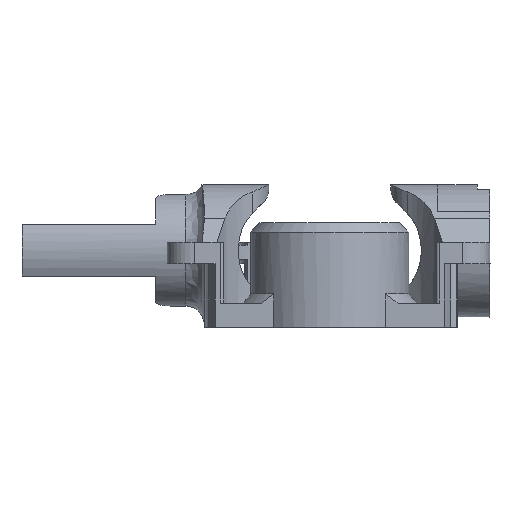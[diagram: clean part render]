
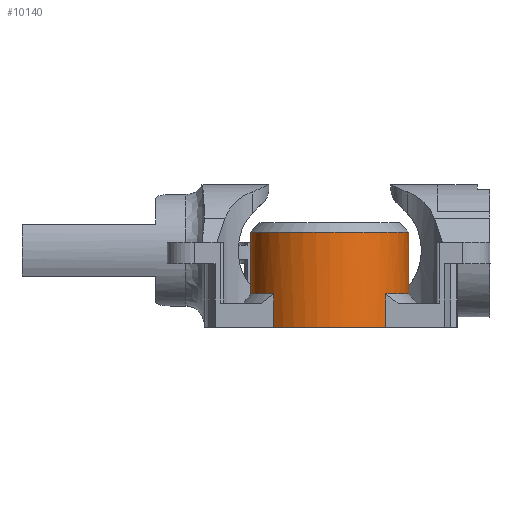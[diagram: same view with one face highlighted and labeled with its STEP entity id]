
A CAD part, left-side view. The second image highlights one B-rep face of the part: STEP entity #10140.
In plain terms, the highlighted cylindrical face has radius 13 mm (diameter 26 mm), a full revolution.
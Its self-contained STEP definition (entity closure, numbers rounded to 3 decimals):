
#251=CIRCLE('',#10396,13.);
#252=CIRCLE('',#10397,13.);
#282=CIRCLE('',#10440,13.);
#284=CIRCLE('',#10443,13.);
#285=CIRCLE('',#10444,13.);
#286=CIRCLE('',#10445,13.);
#431=CYLINDRICAL_SURFACE('',#10442,13.);
#895=FACE_OUTER_BOUND('',#1463,.T.);
#1463=EDGE_LOOP('',(#8599,#8600,#8601,#8602,#8603,#8604,#8605,#8606,#8607,
#8608,#8609,#8610));
#2123=LINE('',#20754,#2778);
#2124=LINE('',#20756,#2779);
#2125=LINE('',#20760,#2780);
#2126=LINE('',#20763,#2781);
#2127=LINE('',#20764,#2782);
#2778=VECTOR('',#11528,13.);
#2779=VECTOR('',#11529,10.);
#2780=VECTOR('',#11532,10.);
#2781=VECTOR('',#11535,10.);
#2782=VECTOR('',#11536,10.);
#4452=VERTEX_POINT('',#20635);
#4453=VERTEX_POINT('',#20637);
#4454=VERTEX_POINT('',#20639);
#4491=VERTEX_POINT('',#20735);
#4492=VERTEX_POINT('',#20739);
#4494=VERTEX_POINT('',#20752);
#4495=VERTEX_POINT('',#20755);
#4496=VERTEX_POINT('',#20757);
#4497=VERTEX_POINT('',#20759);
#4498=VERTEX_POINT('',#20761);
#5875=EDGE_CURVE('',#4453,#4452,#251,.T.);
#5876=EDGE_CURVE('',#4454,#4453,#252,.T.);
#5923=EDGE_CURVE('',#4491,#4492,#282,.T.);
#5926=EDGE_CURVE('',#4494,#4494,#284,.T.);
#5927=EDGE_CURVE('',#4494,#4453,#2123,.T.);
#5928=EDGE_CURVE('',#4495,#4452,#2124,.T.);
#5929=EDGE_CURVE('',#4496,#4495,#285,.T.);
#5930=EDGE_CURVE('',#4497,#4496,#2125,.T.);
#5931=EDGE_CURVE('',#4498,#4497,#286,.T.);
#5932=EDGE_CURVE('',#4498,#4492,#2126,.T.);
#5933=EDGE_CURVE('',#4454,#4491,#2127,.T.);
#8599=ORIENTED_EDGE('',*,*,#5926,.F.);
#8600=ORIENTED_EDGE('',*,*,#5927,.T.);
#8601=ORIENTED_EDGE('',*,*,#5875,.T.);
#8602=ORIENTED_EDGE('',*,*,#5928,.F.);
#8603=ORIENTED_EDGE('',*,*,#5929,.F.);
#8604=ORIENTED_EDGE('',*,*,#5930,.F.);
#8605=ORIENTED_EDGE('',*,*,#5931,.F.);
#8606=ORIENTED_EDGE('',*,*,#5932,.T.);
#8607=ORIENTED_EDGE('',*,*,#5923,.F.);
#8608=ORIENTED_EDGE('',*,*,#5933,.F.);
#8609=ORIENTED_EDGE('',*,*,#5876,.T.);
#8610=ORIENTED_EDGE('',*,*,#5927,.F.);
#10140=ADVANCED_FACE('',(#895),#431,.T.);
#10396=AXIS2_PLACEMENT_3D('',#20638,#11416,#11417);
#10397=AXIS2_PLACEMENT_3D('',#20640,#11418,#11419);
#10440=AXIS2_PLACEMENT_3D('',#20740,#11520,#11521);
#10442=AXIS2_PLACEMENT_3D('',#20751,#11524,#11525);
#10443=AXIS2_PLACEMENT_3D('',#20753,#11526,#11527);
#10444=AXIS2_PLACEMENT_3D('',#20758,#11530,#11531);
#10445=AXIS2_PLACEMENT_3D('',#20762,#11533,#11534);
#11416=DIRECTION('center_axis',(0.,0.,1.));
#11417=DIRECTION('ref_axis',(1.,0.,0.));
#11418=DIRECTION('center_axis',(0.,0.,1.));
#11419=DIRECTION('ref_axis',(1.,0.,0.));
#11520=DIRECTION('center_axis',(0.,0.,-1.));
#11521=DIRECTION('ref_axis',(-1.,0.,0.));
#11524=DIRECTION('center_axis',(0.,0.,1.));
#11525=DIRECTION('ref_axis',(1.,0.,0.));
#11526=DIRECTION('center_axis',(0.,0.,1.));
#11527=DIRECTION('ref_axis',(1.,0.,0.));
#11528=DIRECTION('',(0.,0.,-1.));
#11529=DIRECTION('',(0.,0.,-1.));
#11530=DIRECTION('center_axis',(0.,0.,-1.));
#11531=DIRECTION('ref_axis',(-1.,0.,0.));
#11532=DIRECTION('',(0.,0.,1.));
#11533=DIRECTION('center_axis',(0.,0.,-1.));
#11534=DIRECTION('ref_axis',(1.,0.,0.));
#11535=DIRECTION('',(0.,0.,1.));
#11536=DIRECTION('',(0.,0.,1.));
#20635=CARTESIAN_POINT('',(-29.9,-9.235,0.));
#20637=CARTESIAN_POINT('',(-33.75,0.,0.));
#20638=CARTESIAN_POINT('Origin',(-20.75,0.,0.));
#20639=CARTESIAN_POINT('',(-29.9,9.235,0.));
#20640=CARTESIAN_POINT('Origin',(-20.75,0.,0.));
#20735=CARTESIAN_POINT('',(-29.9,9.235,5.5));
#20739=CARTESIAN_POINT('',(-20.75,13.,5.5));
#20740=CARTESIAN_POINT('Origin',(-20.75,0.,5.5));
#20751=CARTESIAN_POINT('Origin',(-20.75,0.,0.));
#20752=CARTESIAN_POINT('',(-33.75,0.,15.7));
#20753=CARTESIAN_POINT('Origin',(-20.75,0.,15.7));
#20754=CARTESIAN_POINT('',(-33.75,0.,0.));
#20755=CARTESIAN_POINT('',(-29.9,-9.235,5.5));
#20756=CARTESIAN_POINT('',(-29.9,-9.235,0.));
#20757=CARTESIAN_POINT('',(-20.75,-13.,5.5));
#20758=CARTESIAN_POINT('Origin',(-20.75,0.,5.5));
#20759=CARTESIAN_POINT('',(-20.75,-13.,5.2));
#20760=CARTESIAN_POINT('',(-20.75,-13.,0.));
#20761=CARTESIAN_POINT('',(-20.75,13.,5.2));
#20762=CARTESIAN_POINT('Origin',(-20.75,0.,5.2));
#20763=CARTESIAN_POINT('',(-20.75,13.,0.));
#20764=CARTESIAN_POINT('',(-29.9,9.235,0.));
